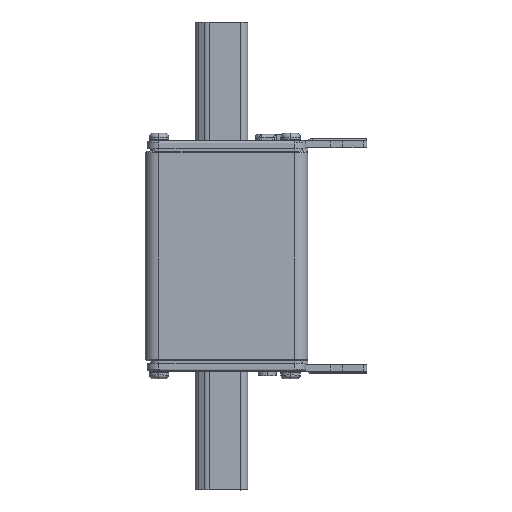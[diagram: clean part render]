
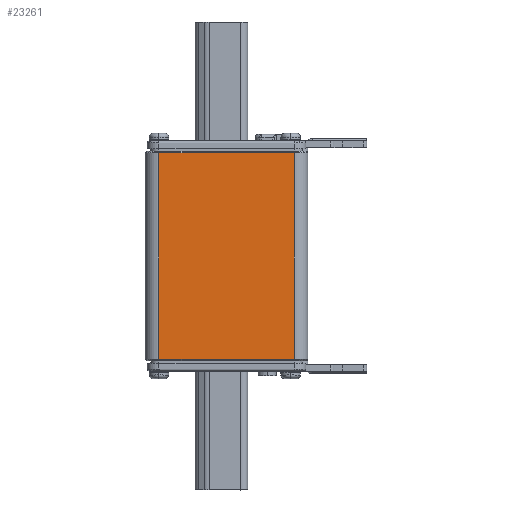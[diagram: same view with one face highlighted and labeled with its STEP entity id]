
A CAD part, top view. The second image highlights one B-rep face of the part: STEP entity #23261.
In plain terms, the highlighted planar face has unit normal (0, 0, 1).
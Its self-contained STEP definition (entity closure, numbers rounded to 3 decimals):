
#109 = LINE ( 'NONE', #10922, #15482 ) ;
#2724 = AXIS2_PLACEMENT_3D ( 'NONE', #14467, #6450, #20493 ) ;
#5832 = FACE_OUTER_BOUND ( 'NONE', #12143, .T. ) ;
#6367 = ORIENTED_EDGE ( 'NONE', *, *, #25900, .T. ) ;
#6450 = DIRECTION ( 'NONE',  ( 0., 0., -1. ) ) ;
#7267 = LINE ( 'NONE', #25048, #13284 ) ;
#7580 = VERTEX_POINT ( 'NONE', #25226 ) ;
#8881 = DIRECTION ( 'NONE',  ( 0., 1., 0. ) ) ;
#9253 = ORIENTED_EDGE ( 'NONE', *, *, #14209, .T. ) ;
#9470 = DIRECTION ( 'NONE',  ( 1., 0., 0. ) ) ;
#10161 = CARTESIAN_POINT ( 'NONE',  ( -19.5, 29.75, 14.5 ) ) ;
#10922 = CARTESIAN_POINT ( 'NONE',  ( 19.5, 30.25, 14.5 ) ) ;
#11738 = LINE ( 'NONE', #21958, #21801 ) ;
#12143 = EDGE_LOOP ( 'NONE', ( #18838, #9253, #19755, #6367 ) ) ;
#12970 = DIRECTION ( 'NONE',  ( 0., -1., 0. ) ) ;
#13284 = VECTOR ( 'NONE', #12970, 1000. ) ;
#13513 = VERTEX_POINT ( 'NONE', #14726 ) ;
#14209 = EDGE_CURVE ( 'NONE', #18489, #13513, #25736, .T. ) ;
#14467 = CARTESIAN_POINT ( 'NONE',  ( -23.5, 30.25, 14.5 ) ) ;
#14726 = CARTESIAN_POINT ( 'NONE',  ( 19.5, -29.75, 14.5 ) ) ;
#14996 = VECTOR ( 'NONE', #9470, 1000. ) ;
#15482 = VECTOR ( 'NONE', #8881, 1000. ) ;
#16099 = CARTESIAN_POINT ( 'NONE',  ( -19.5, -29.75, 14.5 ) ) ;
#17059 = EDGE_CURVE ( 'NONE', #13513, #7580, #109, .T. ) ;
#17932 = VERTEX_POINT ( 'NONE', #10161 ) ;
#18201 = EDGE_CURVE ( 'NONE', #17932, #18489, #7267, .T. ) ;
#18489 = VERTEX_POINT ( 'NONE', #16099 ) ;
#18838 = ORIENTED_EDGE ( 'NONE', *, *, #18201, .T. ) ;
#19755 = ORIENTED_EDGE ( 'NONE', *, *, #17059, .T. ) ;
#20493 = DIRECTION ( 'NONE',  ( -1., 0., 0. ) ) ;
#21801 = VECTOR ( 'NONE', #23986, 1000. ) ;
#21958 = CARTESIAN_POINT ( 'NONE',  ( -19.5, 29.75, 14.5 ) ) ;
#22467 = PLANE ( 'NONE',  #2724 ) ;
#23261 = ADVANCED_FACE ( 'NONE', ( #5832 ), #22467, .F. ) ;
#23399 = CARTESIAN_POINT ( 'NONE',  ( -23.5, -29.75, 14.5 ) ) ;
#23986 = DIRECTION ( 'NONE',  ( -1., 0., 0. ) ) ;
#25048 = CARTESIAN_POINT ( 'NONE',  ( -19.5, 30.25, 14.5 ) ) ;
#25226 = CARTESIAN_POINT ( 'NONE',  ( 19.5, 29.75, 14.5 ) ) ;
#25736 = LINE ( 'NONE', #23399, #14996 ) ;
#25900 = EDGE_CURVE ( 'NONE', #7580, #17932, #11738, .T. ) ;
